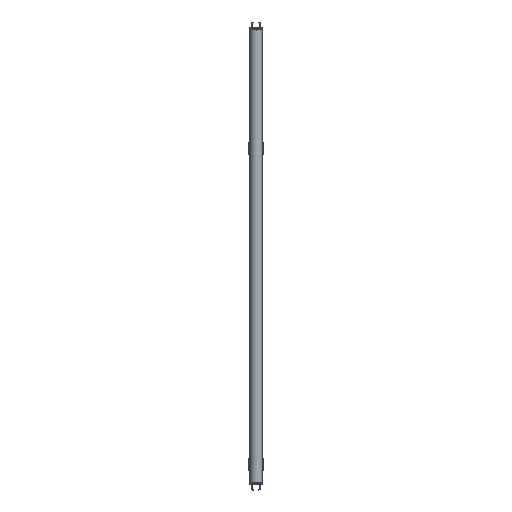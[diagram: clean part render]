
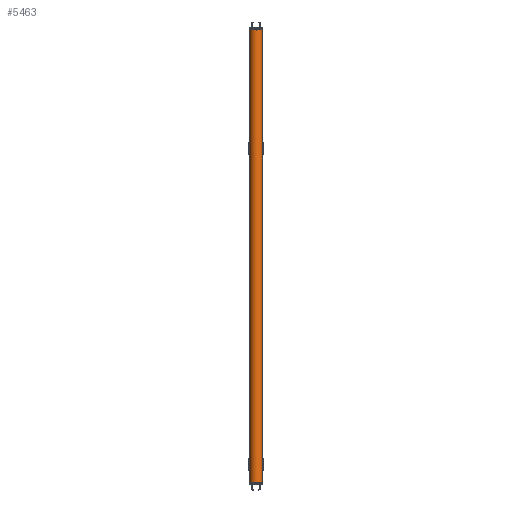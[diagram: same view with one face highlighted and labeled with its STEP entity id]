
A CAD part, front view. The second image highlights one B-rep face of the part: STEP entity #5463.
In plain terms, the highlighted cylindrical face has radius 10 mm (diameter 20 mm), a full revolution.
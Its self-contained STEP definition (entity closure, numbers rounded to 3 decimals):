
#442=FACE_OUTER_BOUND('',#756,.T.);
#756=EDGE_LOOP('',(#3729,#3730,#3731,#3732));
#1094=LINE('',#8694,#1582);
#1582=VECTOR('',#6849,10.);
#2073=CIRCLE('',#6145,10.);
#2074=CIRCLE('',#6146,10.);
#2387=VERTEX_POINT('',#8691);
#2388=VERTEX_POINT('',#8693);
#2919=EDGE_CURVE('',#2387,#2387,#2073,.T.);
#2920=EDGE_CURVE('',#2387,#2388,#1094,.T.);
#2921=EDGE_CURVE('',#2388,#2388,#2074,.T.);
#3729=ORIENTED_EDGE('',*,*,#2919,.T.);
#3730=ORIENTED_EDGE('',*,*,#2920,.T.);
#3731=ORIENTED_EDGE('',*,*,#2921,.F.);
#3732=ORIENTED_EDGE('',*,*,#2920,.F.);
#5322=CYLINDRICAL_SURFACE('',#6144,10.);
#5463=ADVANCED_FACE('',(#442),#5322,.T.);
#6144=AXIS2_PLACEMENT_3D('',#8690,#6845,#6846);
#6145=AXIS2_PLACEMENT_3D('',#8692,#6847,#6848);
#6146=AXIS2_PLACEMENT_3D('',#8695,#6850,#6851);
#6845=DIRECTION('center_axis',(0.,0.,1.));
#6846=DIRECTION('ref_axis',(-1.,0.,0.));
#6847=DIRECTION('center_axis',(0.,0.,-1.));
#6848=DIRECTION('ref_axis',(-1.,0.,0.));
#6849=DIRECTION('',(0.,0.,-1.));
#6850=DIRECTION('center_axis',(0.,0.,-1.));
#6851=DIRECTION('ref_axis',(-1.,0.,0.));
#8690=CARTESIAN_POINT('Origin',(0.,0.,0.));
#8691=CARTESIAN_POINT('',(10.,0.,754.2));
#8692=CARTESIAN_POINT('Origin',(0.,0.,754.2));
#8693=CARTESIAN_POINT('',(10.,0.,0.));
#8694=CARTESIAN_POINT('',(10.,0.,0.));
#8695=CARTESIAN_POINT('Origin',(0.,0.,0.));
